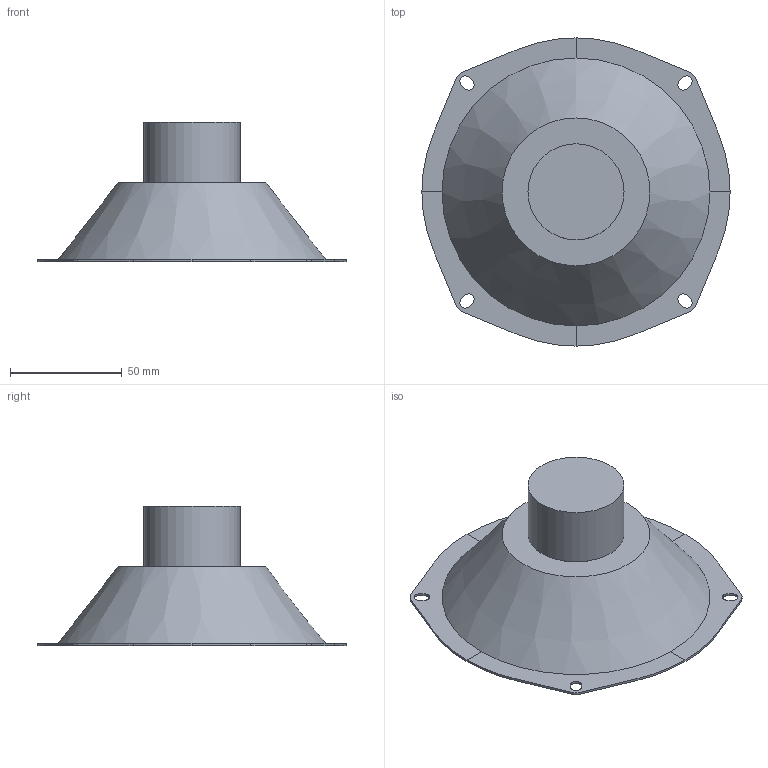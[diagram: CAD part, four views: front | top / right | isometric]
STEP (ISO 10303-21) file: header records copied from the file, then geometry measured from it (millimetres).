
FILE_DESCRIPTION(('FreeCAD Model'),'2;1');
FILE_NAME('ND140-8.stp', '2020-05-01T18:20:28',('FreeCAD'),('FreeCAD'), 'Open CASCADE STEP processor 7.3','FreeCAD','Unknown');
FILE_SCHEMA(('AUTOMOTIVE_DESIGN { 1 0 10303 214 1 1 1 1 }'));
Length unit declared in the file: millimetre
Products named in the file (1): Open CASCADE STEP translator 7.3 1
Bounding box: 138 x 138 x 62.5 mm (x, y, z)
Volume: 53057.5 mm3; surface area: 44652.1 mm2
Topology: 1 solids, 1 shells, 52 faces, 134 edges, 86 vertices
Faces by surface type: plane 28, cylinder 22, cone 2
Full cylindrical faces by diameter (mm): 42.2 x1, 43 x1
Entity records: 3448 total; most frequent: CARTESIAN_POINT 723, DIRECTION 530, LINE 292, VECTOR 292, ORIENTED_EDGE 268, PCURVE 268, DEFINITIONAL_REPRESENTATION 268, EDGE_CURVE 134
